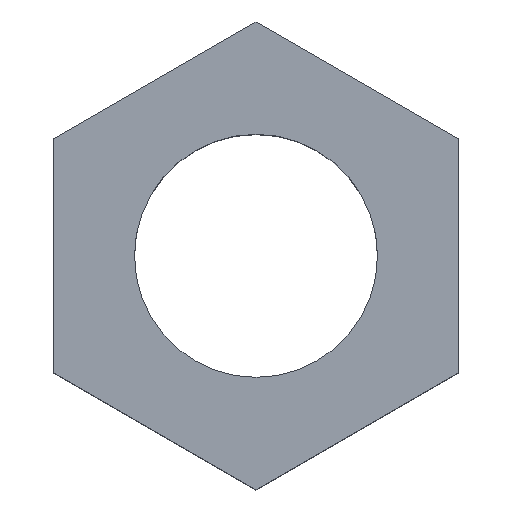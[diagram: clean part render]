
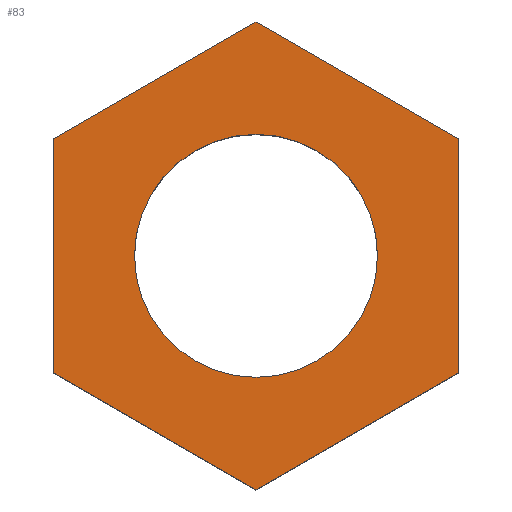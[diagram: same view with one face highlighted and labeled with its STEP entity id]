
A CAD part, top view. The second image highlights one B-rep face of the part: STEP entity #83.
In plain terms, the highlighted planar face has unit normal (0, 0, 1).
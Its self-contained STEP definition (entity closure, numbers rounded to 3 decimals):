
#9 = EDGE_CURVE ( 'NONE', #79, #156, #45, .T. ) ;
#14 = VECTOR ( 'NONE', #365, 1000. ) ;
#20 = FACE_OUTER_BOUND ( 'NONE', #51, .T. ) ;
#22 = LINE ( 'NONE', #364, #14 ) ;
#24 = EDGE_CURVE ( 'NONE', #90, #79, #185, .T. ) ;
#29 = FACE_BOUND ( 'NONE', #49, .T. ) ;
#34 = AXIS2_PLACEMENT_3D ( 'NONE', #192, #374, #373 ) ;
#39 = VECTOR ( 'NONE', #318, 1000. ) ;
#40 = CIRCLE ( 'NONE', #124, 3. ) ;
#41 = VECTOR ( 'NONE', #345, 1000. ) ;
#43 = LINE ( 'NONE', #323, #39 ) ;
#44 = VECTOR ( 'NONE', #169, 1000. ) ;
#45 = LINE ( 'NONE', #368, #44 ) ;
#49 = EDGE_LOOP ( 'NONE', ( #107, #108 ) ) ;
#51 = EDGE_LOOP ( 'NONE', ( #98, #99, #100, #101, #103, #104 ) ) ;
#52 = EDGE_CURVE ( 'NONE', #156, #86, #43, .T. ) ;
#64 = EDGE_CURVE ( 'NONE', #77, #67, #40, .T. ) ;
#67 = VERTEX_POINT ( 'NONE', #334 ) ;
#77 = VERTEX_POINT ( 'NONE', #105 ) ;
#79 = VERTEX_POINT ( 'NONE', #88 ) ;
#83 = ADVANCED_FACE ( 'NONE', ( #20, #29 ), #377, .T. ) ;
#86 = VERTEX_POINT ( 'NONE', #370 ) ;
#87 = VERTEX_POINT ( 'NONE', #369 ) ;
#88 = CARTESIAN_POINT ( 'NONE',  ( 0., -5.774, 5. ) ) ;
#89 = VERTEX_POINT ( 'NONE', #367 ) ;
#90 = VERTEX_POINT ( 'NONE', #366 ) ;
#97 = EDGE_CURVE ( 'NONE', #86, #87, #22, .T. ) ;
#98 = ORIENTED_EDGE ( 'NONE', *, *, #9, .T. ) ;
#99 = ORIENTED_EDGE ( 'NONE', *, *, #52, .T. ) ;
#100 = ORIENTED_EDGE ( 'NONE', *, *, #97, .T. ) ;
#101 = ORIENTED_EDGE ( 'NONE', *, *, #329, .T. ) ;
#103 = ORIENTED_EDGE ( 'NONE', *, *, #362, .T. ) ;
#104 = ORIENTED_EDGE ( 'NONE', *, *, #24, .T. ) ;
#105 = CARTESIAN_POINT ( 'NONE',  ( 3., 0., 5. ) ) ;
#107 = ORIENTED_EDGE ( 'NONE', *, *, #244, .F. ) ;
#108 = ORIENTED_EDGE ( 'NONE', *, *, #64, .F. ) ;
#124 = AXIS2_PLACEMENT_3D ( 'NONE', #308, #309, #299 ) ;
#155 = AXIS2_PLACEMENT_3D ( 'NONE', #304, #303, #302 ) ;
#156 = VERTEX_POINT ( 'NONE', #352 ) ;
#169 = DIRECTION ( 'NONE',  ( 0.866, 0.5, 0. ) ) ;
#171 = CIRCLE ( 'NONE', #155, 3. ) ;
#180 = LINE ( 'NONE', #307, #189 ) ;
#185 = LINE ( 'NONE', #336, #41 ) ;
#189 = VECTOR ( 'NONE', #293, 1000. ) ;
#190 = LINE ( 'NONE', #288, #194 ) ;
#192 = CARTESIAN_POINT ( 'NONE',  ( 0., 0., 5. ) ) ;
#194 = VECTOR ( 'NONE', #287, 1000. ) ;
#244 = EDGE_CURVE ( 'NONE', #67, #77, #171, .T. ) ;
#287 = DIRECTION ( 'NONE',  ( 0., -1., 0. ) ) ;
#288 = CARTESIAN_POINT ( 'NONE',  ( -5., 2.887, 5. ) ) ;
#293 = DIRECTION ( 'NONE',  ( -0.866, -0.5, 0. ) ) ;
#299 = DIRECTION ( 'NONE',  ( 1., 0., 0. ) ) ;
#302 = DIRECTION ( 'NONE',  ( 1., 0., 0. ) ) ;
#303 = DIRECTION ( 'NONE',  ( 0., 0., 1. ) ) ;
#304 = CARTESIAN_POINT ( 'NONE',  ( 0., 0., 5. ) ) ;
#307 = CARTESIAN_POINT ( 'NONE',  ( 0., 5.774, 5. ) ) ;
#308 = CARTESIAN_POINT ( 'NONE',  ( 0., 0., 5. ) ) ;
#309 = DIRECTION ( 'NONE',  ( 0., 0., 1. ) ) ;
#318 = DIRECTION ( 'NONE',  ( 0., 1., 0. ) ) ;
#323 = CARTESIAN_POINT ( 'NONE',  ( 5., -2.887, 5. ) ) ;
#329 = EDGE_CURVE ( 'NONE', #87, #89, #180, .T. ) ;
#334 = CARTESIAN_POINT ( 'NONE',  ( -3., 0., 5. ) ) ;
#336 = CARTESIAN_POINT ( 'NONE',  ( -5., -2.887, 5. ) ) ;
#345 = DIRECTION ( 'NONE',  ( 0.866, -0.5, 0. ) ) ;
#352 = CARTESIAN_POINT ( 'NONE',  ( 5., -2.887, 5. ) ) ;
#362 = EDGE_CURVE ( 'NONE', #89, #90, #190, .T. ) ;
#364 = CARTESIAN_POINT ( 'NONE',  ( 5., 2.887, 5. ) ) ;
#365 = DIRECTION ( 'NONE',  ( -0.866, 0.5, 0. ) ) ;
#366 = CARTESIAN_POINT ( 'NONE',  ( -5., -2.887, 5. ) ) ;
#367 = CARTESIAN_POINT ( 'NONE',  ( -5., 2.887, 5. ) ) ;
#368 = CARTESIAN_POINT ( 'NONE',  ( 0., -5.774, 5. ) ) ;
#369 = CARTESIAN_POINT ( 'NONE',  ( 0., 5.774, 5. ) ) ;
#370 = CARTESIAN_POINT ( 'NONE',  ( 5., 2.887, 5. ) ) ;
#373 = DIRECTION ( 'NONE',  ( 1., 0., 0. ) ) ;
#374 = DIRECTION ( 'NONE',  ( 0., 0., 1. ) ) ;
#377 = PLANE ( 'NONE',  #34 ) ;
